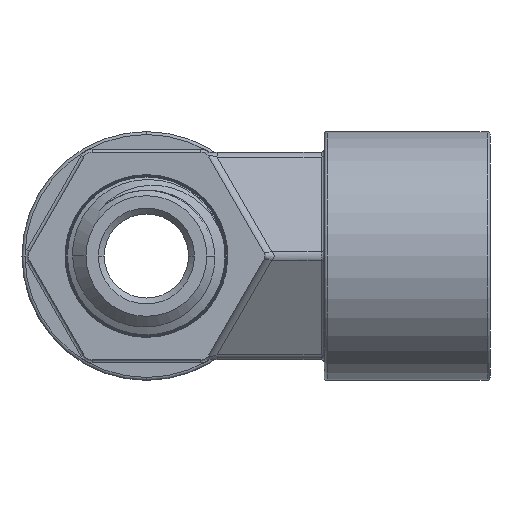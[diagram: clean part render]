
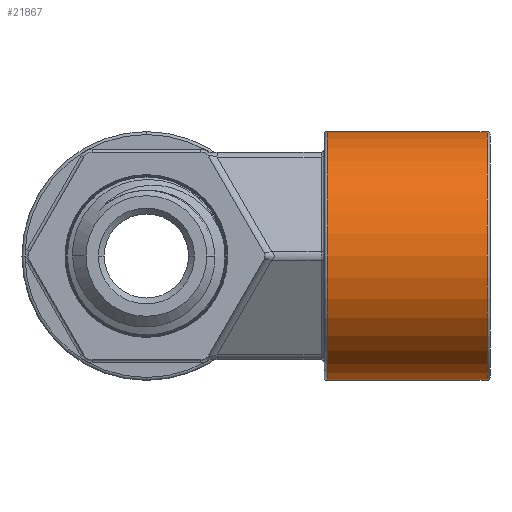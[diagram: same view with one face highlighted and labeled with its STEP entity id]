
A CAD part, left-side view. The second image highlights one B-rep face of the part: STEP entity #21867.
In plain terms, the highlighted cylindrical face has radius 10.5 mm (diameter 21 mm), a partial arc.
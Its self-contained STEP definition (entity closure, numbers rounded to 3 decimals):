
#10332=DIRECTION('',(0.,-1.,0.));
#10333=VECTOR('',#10332,13.5);
#10334=CARTESIAN_POINT('',(0.,-15.25,-10.5));
#10335=LINE('',#10334,#10333);
#10339=CARTESIAN_POINT('',(0.,-28.75,0.));
#10340=DIRECTION('',(0.,-1.,0.));
#10341=DIRECTION('',(0.,0.,1.));
#10342=AXIS2_PLACEMENT_3D('',#10339,#10340,#10341);
#10347=CARTESIAN_POINT('',(0.,-15.25,0.));
#10348=DIRECTION('',(0.,1.,0.));
#10349=DIRECTION('',(0.,0.,-1.));
#10350=AXIS2_PLACEMENT_3D('',#10347,#10348,#10349);
#10355=DIRECTION('',(0.,-1.,0.));
#10356=VECTOR('',#10355,13.5);
#10357=CARTESIAN_POINT('',(0.,-15.25,10.5));
#10358=LINE('',#10357,#10356);
#16062=CARTESIAN_POINT('',(0.,-28.75,10.5));
#16063=CARTESIAN_POINT('',(0.,-28.75,-10.5));
#16064=VERTEX_POINT('',#16062);
#16065=VERTEX_POINT('',#16063);
#16152=CARTESIAN_POINT('',(0.,-15.25,-10.5));
#16153=VERTEX_POINT('',#16152);
#16154=CARTESIAN_POINT('',(0.,-15.25,10.5));
#16155=VERTEX_POINT('',#16154);
#21855=CARTESIAN_POINT('',(0.,-15.,0.));
#21856=DIRECTION('',(0.,-1.,0.));
#21857=DIRECTION('',(0.,0.,-1.));
#21858=AXIS2_PLACEMENT_3D('',#21855,#21856,#21857);
#21859=CYLINDRICAL_SURFACE('',#21858,10.5);
#21860=ORIENTED_EDGE('',*,*,#21820,.T.);
#21861=ORIENTED_EDGE('',*,*,#21850,.F.);
#21863=ORIENTED_EDGE('',*,*,#21862,.T.);
#21864=ORIENTED_EDGE('',*,*,#21846,.T.);
#21865=EDGE_LOOP('',(#21860,#21861,#21863,#21864));
#21866=FACE_OUTER_BOUND('',#21865,.F.);
#10343=CIRCLE('',#10342,10.5);
#10351=CIRCLE('',#10350,10.5);
#21820=EDGE_CURVE('',#16064,#16065,#10343,.T.);
#21846=EDGE_CURVE('',#16155,#16064,#10358,.T.);
#21850=EDGE_CURVE('',#16153,#16065,#10335,.T.);
#21862=EDGE_CURVE('',#16153,#16155,#10351,.T.);
#21867=ADVANCED_FACE('',(#21866),#21859,.T.);
